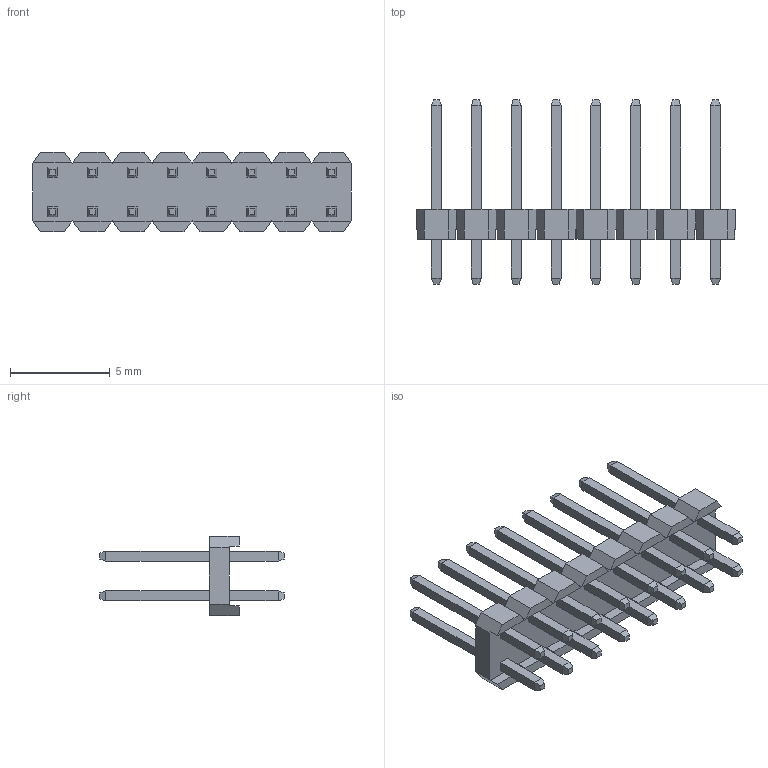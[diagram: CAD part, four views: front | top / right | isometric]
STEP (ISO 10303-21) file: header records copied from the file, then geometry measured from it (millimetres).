
FILE_DESCRIPTION((''),'2;1');
FILE_NAME('FPH20047-D16S1014110630B','2023-11-02T',('工程三'),(''),'PRO/ENGINEER BY PARAMETRIC TECHNOLOGY CORPORATION, 2010280','PRO/ENGINEER BY PARAMETRIC TECHNOLOGY CORPORATION, 2010280','');
FILE_SCHEMA(('CONFIG_CONTROL_DESIGN'));
Length unit declared in the file: millimetre
Products named in the file (1): FPH20047-D16S1014110630B
Bounding box: 16 x 9.25 x 4 mm (x, y, z)
Volume: 98.7 mm3; surface area: 458.4 mm2
Topology: 1 solids, 1 shells, 372 faces, 886 edges, 548 vertices
Faces by surface type: plane 372
Entity records: 10384 total; most frequent: CARTESIAN_POINT 1806, ORIENTED_EDGE 1772, DIRECTION 1630, VECTOR 886, LINE 886, EDGE_CURVE 886, VERTEX_POINT 548, EDGE_LOOP 404
